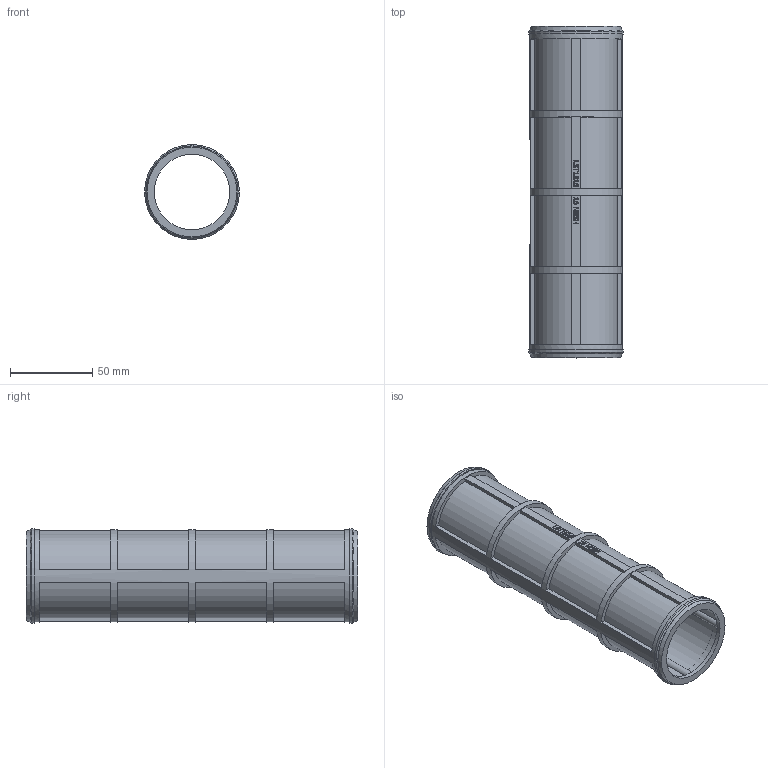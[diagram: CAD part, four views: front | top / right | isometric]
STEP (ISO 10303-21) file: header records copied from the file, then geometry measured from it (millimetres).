
FILE_DESCRIPTION(/* description */ ('1 1/2" LST SCREEN'),/* implementation_level */ '2;1');
FILE_NAME(/* name */ 'LST1516.stp',/* time_stamp */ '2019-09-06T09:55:52-04:00',/* author */ ('areid'),/* organization */ (''),/* preprocessor_version */ 'ST-DEVELOPER v17',/* originating_system */ 'Autodesk Inventor 2019',/* authorisation */ '');
FILE_SCHEMA (('AUTOMOTIVE_DESIGN { 1 0 10303 214 3 1 1 }'));
Length unit declared in the file: inch
Products named in the file (1): LST1516
Bounding box: 57.66 x 201.93 x 57.66 mm (x, y, z)
Volume: 45607.9 mm3; surface area: 74303.1 mm2
Topology: 1 solids, 1 shells, 465 faces, 1265 edges, 845 vertices
Faces by surface type: plane 334, bspline 98, cylinder 29, cone 4
Full cylindrical faces by diameter (mm): 45.974 x1, 51.054 x1, 56.388 x1, 57.658 x2
Entity records: 15272 total; most frequent: CARTESIAN_POINT 3992, ORIENTED_EDGE 2530, DIRECTION 1916, EDGE_CURVE 1265, LINE 942, VECTOR 942, VERTEX_POINT 845, EDGE_LOOP 510
